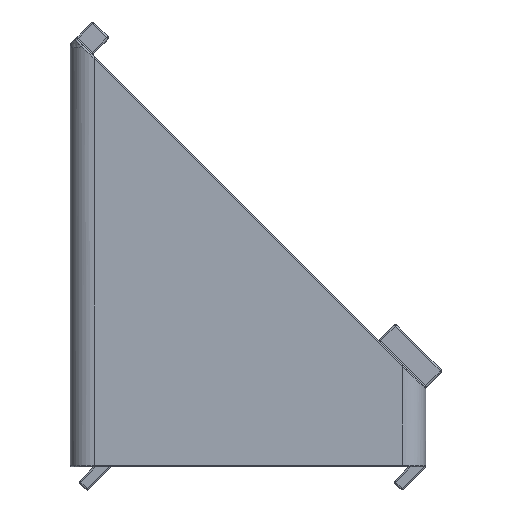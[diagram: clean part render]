
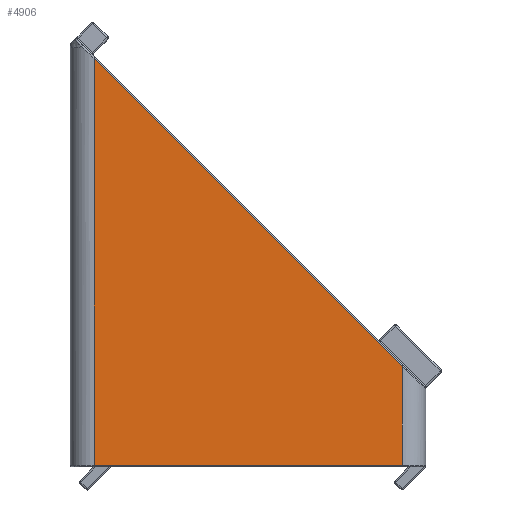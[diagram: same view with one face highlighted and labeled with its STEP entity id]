
A CAD part, left-side view. The second image highlights one B-rep face of the part: STEP entity #4906.
In plain terms, the highlighted planar face has unit normal (-1, 0, 0).
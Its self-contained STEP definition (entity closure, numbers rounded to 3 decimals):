
#132 = VECTOR ( 'NONE', #6037, 1000. ) ;
#186 = VECTOR ( 'NONE', #490, 1000. ) ;
#490 = DIRECTION ( 'NONE',  ( 0., 0.707, 0.707 ) ) ;
#528 = ORIENTED_EDGE ( 'NONE', *, *, #4704, .T. ) ;
#765 = EDGE_CURVE ( 'NONE', #1696, #2829, #8451, .T. ) ;
#861 = FACE_OUTER_BOUND ( 'NONE', #2185, .T. ) ;
#866 = VERTEX_POINT ( 'NONE', #1259 ) ;
#1023 = CARTESIAN_POINT ( 'NONE',  ( -22.5, 19.5, 55. ) ) ;
#1259 = CARTESIAN_POINT ( 'NONE',  ( -22.5, 19.5, 0.2 ) ) ;
#1696 = VERTEX_POINT ( 'NONE', #3320 ) ;
#1935 = CARTESIAN_POINT ( 'NONE',  ( -22.5, 19.5, 55. ) ) ;
#2185 = EDGE_LOOP ( 'NONE', ( #5950, #7710, #528, #8362 ) ) ;
#2332 = EDGE_CURVE ( 'NONE', #1696, #9094, #3058, .T. ) ;
#2494 = VECTOR ( 'NONE', #10234, 1000. ) ;
#2829 = VERTEX_POINT ( 'NONE', #10162 ) ;
#2856 = CARTESIAN_POINT ( 'NONE',  ( -22.5, 19.5, 0.2 ) ) ;
#3058 = LINE ( 'NONE', #7834, #186 ) ;
#3320 = CARTESIAN_POINT ( 'NONE',  ( -22.5, -19.5, 12.717 ) ) ;
#4477 = DIRECTION ( 'NONE',  ( 0., 0., -1. ) ) ;
#4704 = EDGE_CURVE ( 'NONE', #9094, #866, #6823, .T. ) ;
#4906 = ADVANCED_FACE ( 'NONE', ( #861 ), #4992, .F. ) ;
#4992 = PLANE ( 'NONE',  #6728 ) ;
#5132 = CARTESIAN_POINT ( 'NONE',  ( -22.5, -19.5, 55. ) ) ;
#5950 = ORIENTED_EDGE ( 'NONE', *, *, #765, .F. ) ;
#6037 = DIRECTION ( 'NONE',  ( 0., 0., -1. ) ) ;
#6364 = VECTOR ( 'NONE', #4477, 1000. ) ;
#6728 = AXIS2_PLACEMENT_3D ( 'NONE', #1023, #9849, #8253 ) ;
#6823 = LINE ( 'NONE', #1935, #6364 ) ;
#6868 = LINE ( 'NONE', #2856, #2494 ) ;
#6955 = CARTESIAN_POINT ( 'NONE',  ( -22.5, 19.5, 51.717 ) ) ;
#7588 = EDGE_CURVE ( 'NONE', #866, #2829, #6868, .T. ) ;
#7710 = ORIENTED_EDGE ( 'NONE', *, *, #2332, .T. ) ;
#7834 = CARTESIAN_POINT ( 'NONE',  ( -22.5, 21.141, 53.359 ) ) ;
#8253 = DIRECTION ( 'NONE',  ( 0., 1., 0. ) ) ;
#8362 = ORIENTED_EDGE ( 'NONE', *, *, #7588, .T. ) ;
#8451 = LINE ( 'NONE', #5132, #132 ) ;
#9094 = VERTEX_POINT ( 'NONE', #6955 ) ;
#9849 = DIRECTION ( 'NONE',  ( 1., 0., 0. ) ) ;
#10162 = CARTESIAN_POINT ( 'NONE',  ( -22.5, -19.5, 0.2 ) ) ;
#10234 = DIRECTION ( 'NONE',  ( 0., -1., 0. ) ) ;
